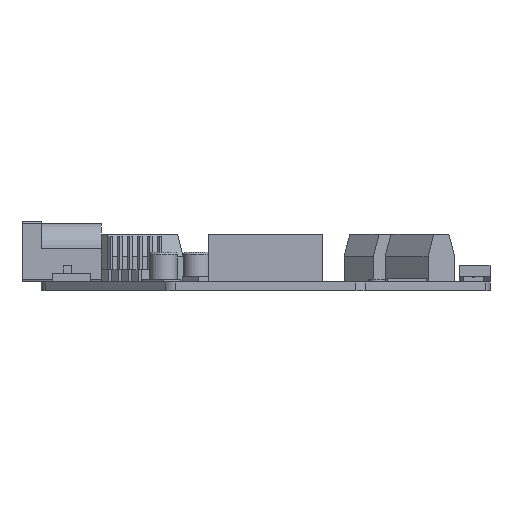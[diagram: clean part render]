
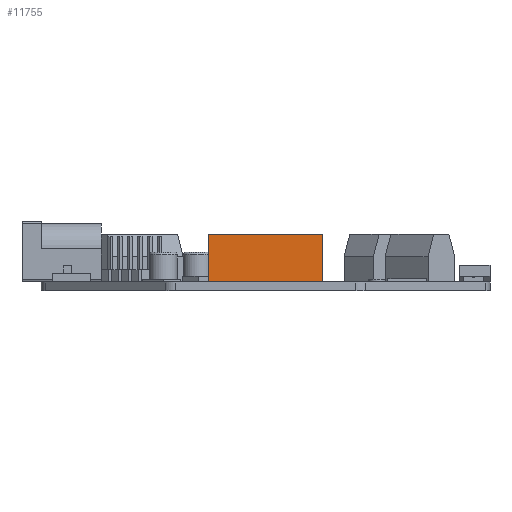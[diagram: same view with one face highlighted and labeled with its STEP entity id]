
A CAD part, left-side view. The second image highlights one B-rep face of the part: STEP entity #11755.
In plain terms, the highlighted planar face has unit normal (-1, 0, 0).
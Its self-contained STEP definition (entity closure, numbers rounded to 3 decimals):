
#1081=FACE_OUTER_BOUND('',#1923,.T.);
#1923=EDGE_LOOP('',(#9447,#9448,#9449,#9450));
#2643=LINE('',#17266,#3991);
#3107=LINE('',#18196,#4455);
#3108=LINE('',#18197,#4456);
#3109=LINE('',#18198,#4457);
#3991=VECTOR('',#14073,10.);
#4455=VECTOR('',#14911,10.);
#4456=VECTOR('',#14912,10.);
#4457=VECTOR('',#14913,10.);
#5325=VERTEX_POINT('',#17259);
#5328=VERTEX_POINT('',#17264);
#5606=VERTEX_POINT('',#18194);
#5607=VERTEX_POINT('',#18195);
#6526=EDGE_CURVE('',#5328,#5325,#2643,.T.);
#6990=EDGE_CURVE('',#5606,#5607,#3107,.T.);
#6991=EDGE_CURVE('',#5606,#5325,#3108,.T.);
#6992=EDGE_CURVE('',#5607,#5328,#3109,.T.);
#9447=ORIENTED_EDGE('',*,*,#6990,.F.);
#9448=ORIENTED_EDGE('',*,*,#6991,.T.);
#9449=ORIENTED_EDGE('',*,*,#6526,.F.);
#9450=ORIENTED_EDGE('',*,*,#6992,.F.);
#11120=PLANE('',#12635);
#11755=ADVANCED_FACE('',(#1081),#11120,.T.);
#12635=AXIS2_PLACEMENT_3D('',#18193,#14909,#14910);
#14073=DIRECTION('',(0.,-1.,0.));
#14909=DIRECTION('center_axis',(-1.,0.,0.));
#14910=DIRECTION('ref_axis',(0.,-1.,0.));
#14911=DIRECTION('',(0.,1.,0.));
#14912=DIRECTION('',(0.,0.,1.));
#14913=DIRECTION('',(0.,0.,1.));
#17259=CARTESIAN_POINT('',(-37.518,-10.34,10.2));
#17264=CARTESIAN_POINT('',(-37.518,10.34,10.2));
#17266=CARTESIAN_POINT('',(-37.518,-10.34,10.2));
#18193=CARTESIAN_POINT('Origin',(-37.518,10.34,1.6));
#18194=CARTESIAN_POINT('',(-37.518,-10.34,1.6));
#18195=CARTESIAN_POINT('',(-37.518,10.34,1.6));
#18196=CARTESIAN_POINT('',(-37.518,-10.34,1.6));
#18197=CARTESIAN_POINT('',(-37.518,-10.34,1.6));
#18198=CARTESIAN_POINT('',(-37.518,10.34,1.6));
